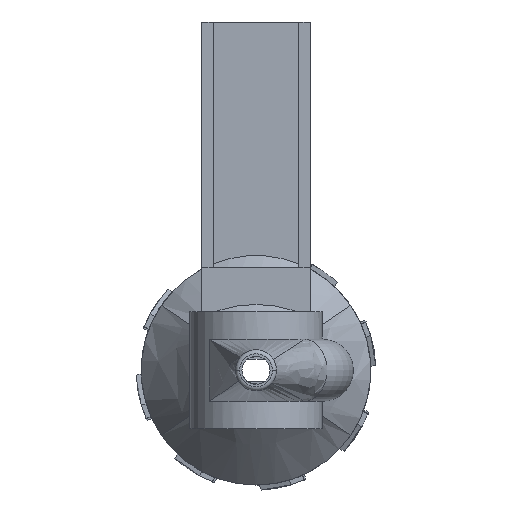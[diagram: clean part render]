
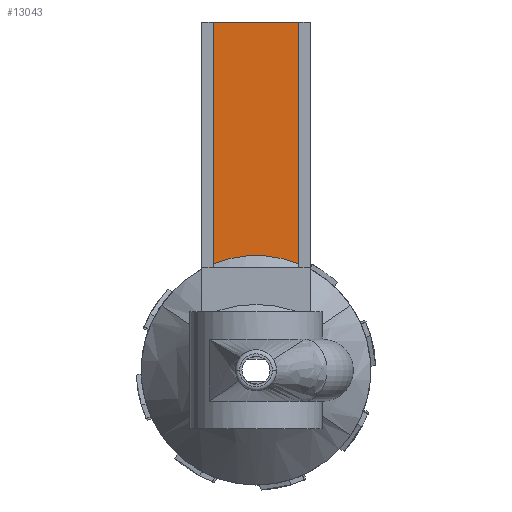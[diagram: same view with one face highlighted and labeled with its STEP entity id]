
A CAD part, front view. The second image highlights one B-rep face of the part: STEP entity #13043.
In plain terms, the highlighted planar face has unit normal (0, -1, 0).
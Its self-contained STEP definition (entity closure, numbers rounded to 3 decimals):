
#351 = LINE ( 'NONE', #6301, #2443 ) ;
#479 = CARTESIAN_POINT ( 'NONE',  ( 0., 22.674, 0. ) ) ;
#901 = ORIENTED_EDGE ( 'NONE', *, *, #3676, .F. ) ;
#959 = VECTOR ( 'NONE', #3692, 1000. ) ;
#1428 = EDGE_CURVE ( 'NONE', #4141, #12280, #351, .T. ) ;
#1490 = CARTESIAN_POINT ( 'NONE',  ( 10.6, 22.674, 86.469 ) ) ;
#1590 = CARTESIAN_POINT ( 'NONE',  ( 10.6, 22.674, 83.569 ) ) ;
#1881 = DIRECTION ( 'NONE',  ( 0., 1., 0. ) ) ;
#2443 = VECTOR ( 'NONE', #11471, 1000. ) ;
#2860 = PLANE ( 'NONE',  #8668 ) ;
#3230 = VECTOR ( 'NONE', #13068, 1000. ) ;
#3377 = CIRCLE ( 'NONE', #8126, 28.5 ) ;
#3647 = EDGE_LOOP ( 'NONE', ( #7008, #901, #3887, #5699 ) ) ;
#3676 = EDGE_CURVE ( 'NONE', #8918, #13220, #8590, .T. ) ;
#3692 = DIRECTION ( 'NONE',  ( -1., 0., 0. ) ) ;
#3887 = ORIENTED_EDGE ( 'NONE', *, *, #5384, .T. ) ;
#4141 = VERTEX_POINT ( 'NONE', #8545 ) ;
#4988 = DIRECTION ( 'NONE',  ( 0., 0., 1. ) ) ;
#5384 = EDGE_CURVE ( 'NONE', #8918, #12280, #6774, .T. ) ;
#5699 = ORIENTED_EDGE ( 'NONE', *, *, #1428, .F. ) ;
#6301 = CARTESIAN_POINT ( 'NONE',  ( -10.6, 22.674, 83.569 ) ) ;
#6713 = CARTESIAN_POINT ( 'NONE',  ( -10.6, 22.674, 86.469 ) ) ;
#6774 = LINE ( 'NONE', #1490, #959 ) ;
#7008 = ORIENTED_EDGE ( 'NONE', *, *, #11347, .T. ) ;
#8126 = AXIS2_PLACEMENT_3D ( 'NONE', #479, #12858, #8816 ) ;
#8545 = CARTESIAN_POINT ( 'NONE',  ( -10.6, 22.674, 26.455 ) ) ;
#8590 = LINE ( 'NONE', #1590, #3230 ) ;
#8668 = AXIS2_PLACEMENT_3D ( 'NONE', #11150, #1881, #4988 ) ;
#8722 = FACE_OUTER_BOUND ( 'NONE', #3647, .T. ) ;
#8816 = DIRECTION ( 'NONE',  ( 0., 0., 1. ) ) ;
#8918 = VERTEX_POINT ( 'NONE', #13202 ) ;
#9365 = CARTESIAN_POINT ( 'NONE',  ( 10.6, 22.674, 26.455 ) ) ;
#11150 = CARTESIAN_POINT ( 'NONE',  ( -13.5, 22.674, 86.469 ) ) ;
#11347 = EDGE_CURVE ( 'NONE', #4141, #13220, #3377, .T. ) ;
#11471 = DIRECTION ( 'NONE',  ( 0., 0., 1. ) ) ;
#12280 = VERTEX_POINT ( 'NONE', #6713 ) ;
#12858 = DIRECTION ( 'NONE',  ( 0., 1., 0. ) ) ;
#13043 = ADVANCED_FACE ( 'NONE', ( #8722 ), #2860, .F. ) ;
#13068 = DIRECTION ( 'NONE',  ( 0., 0., -1. ) ) ;
#13202 = CARTESIAN_POINT ( 'NONE',  ( 10.6, 22.674, 86.469 ) ) ;
#13220 = VERTEX_POINT ( 'NONE', #9365 ) ;
